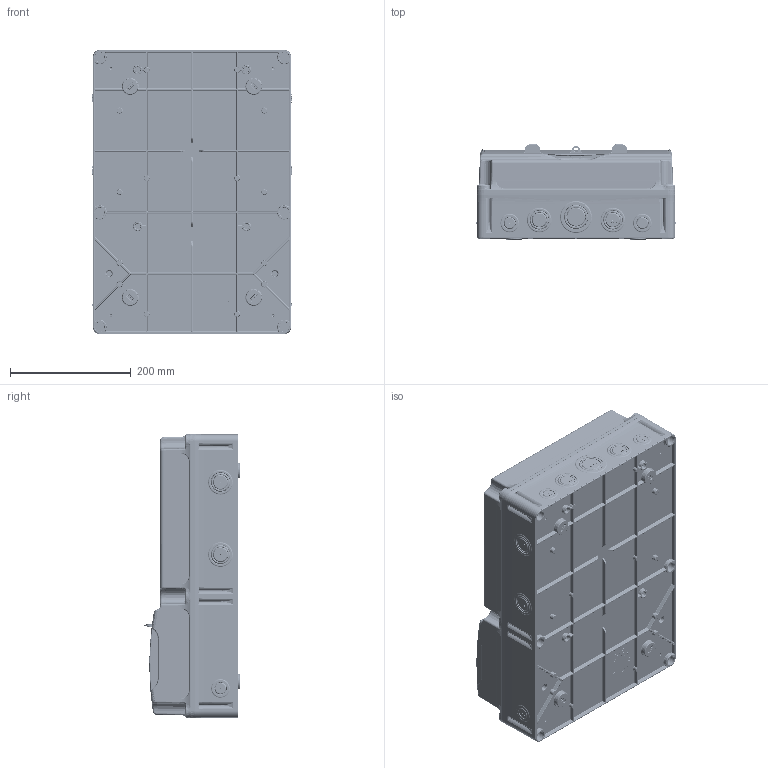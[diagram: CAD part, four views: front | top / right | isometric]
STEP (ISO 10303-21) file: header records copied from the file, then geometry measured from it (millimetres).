
FILE_DESCRIPTION (( 'STEP AP203' ), '1' );
FILE_NAME ('3D 15851606.STEP', '2021-03-15T08:14:23', ( '' ), ( '' ), 'SwSTEP 2.0', 'SolidWorks 2020', '' );
FILE_SCHEMA (( 'CONFIG_CONTROL_DESIGN' ));
Products named in the file (1): 3D 15851606
Bounding box: 330.6 x 158 x 471.6 mm (x, y, z)
Volume: 18349366.7 mm3; surface area: 723825.6 mm2
Topology: 1 solids, 2 shells, 8533 faces, 20810 edges, 12373 vertices
Faces by surface type: bspline 2836, plane 2267, cylinder 1803, torus 820, cone 557, sphere 250
Entity records: 359411 total; most frequent: CARTESIAN_POINT 184493, ORIENTED_EDGE 41000, DIRECTION 30136, EDGE_CURVE 20500, VERTEX_POINT 12373, AXIS2_PLACEMENT_3D 11354, EDGE_LOOP 8987, FACE_OUTER_BOUND 8533
